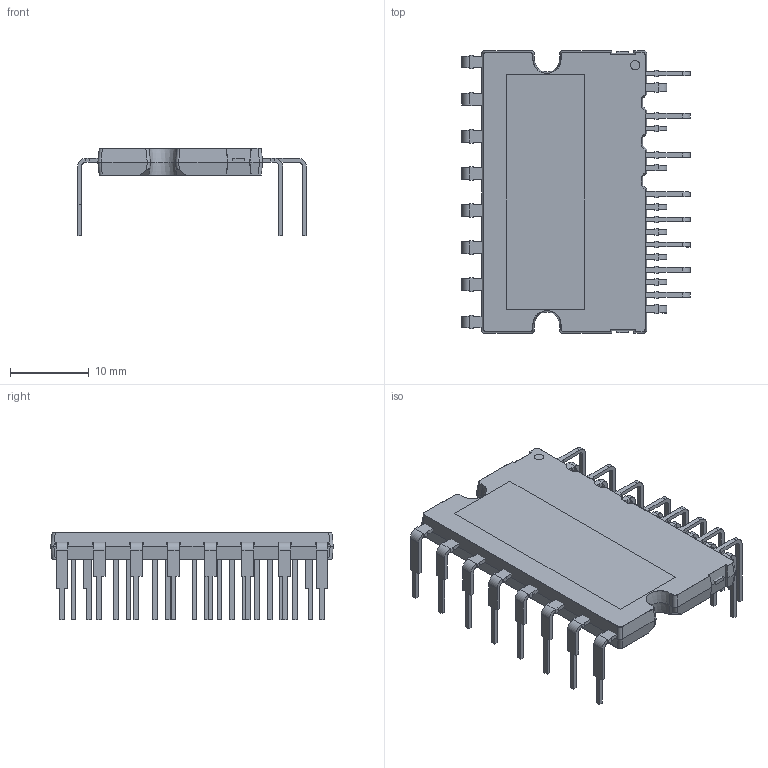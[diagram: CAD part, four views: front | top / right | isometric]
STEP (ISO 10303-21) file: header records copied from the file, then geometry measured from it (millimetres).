
FILE_DESCRIPTION (( 'STEP AP214' ), '1' );
FILE_NAME ('IM535U6DXKMA1.STEP', '2024-06-13T07:25:57', ( '' ), ( '' ), 'SwSTEP 2.0', 'SolidWorks 2023', '' );
FILE_SCHEMA (( 'AUTOMOTIVE_DESIGN' ));
Length unit declared in the file: inch
Products named in the file (5): Part2_1; IM535U6DXKMA1; body; thermal pad; terminal
Assembly tree (4 placements, depth 2):
  IM535U6DXKMA1
    body
    terminal
    Part2_1
    thermal pad
Bounding box: 29.1 x 36 x 11.1 mm (x, y, z)
Volume: 2591.5 mm3; surface area: 3371.5 mm2
Topology: 29 solids, 29 shells, 789 faces, 1986 edges, 1200 vertices
Faces by surface type: plane 511, cylinder 174, bspline 100, cone 4
Entity records: 35198 total; most frequent: CARTESIAN_POINT 6560, ORIENTED_EDGE 3860, DIRECTION 3424, EDGE_CURVE 1930, VECTOR 1436, LINE 1436, VERTEX_POINT 1200, AXIS2_PLACEMENT_3D 994
